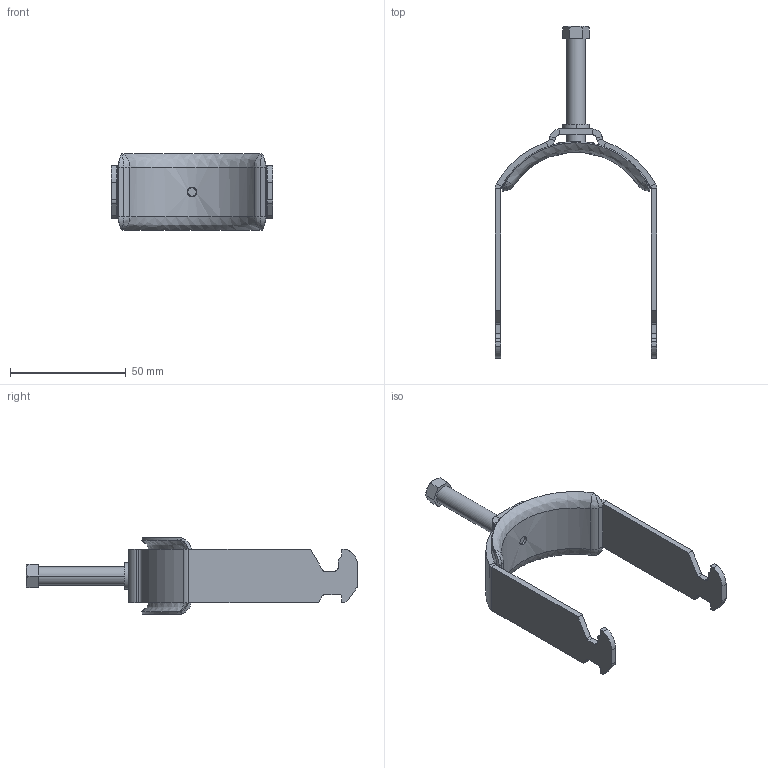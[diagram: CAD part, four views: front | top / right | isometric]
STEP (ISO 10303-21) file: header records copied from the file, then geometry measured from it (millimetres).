
FILE_DESCRIPTION(/* description */ (''),/* implementation_level */ '2;1');
FILE_NAME(/* name */ '1156101',/* time_stamp */ '2015-11-19T09:00:02+01:00',/* author */ (''),/* organization */ (''),/* preprocessor_version */ 'ST-DEVELOPER v15',/* originating_system */ '',/* authorisation */ '');
FILE_SCHEMA (('CONFIG_CONTROL_DESIGN'));
Length unit declared in the file: millimetre
Products named in the file (2): Document; Block 01
Assembly tree (1 placements, depth 2):
  Document
    Block 01
Bounding box: 70 x 143.5 x 33.13 mm (x, y, z)
Volume: 19476.8 mm3; surface area: 18954.4 mm2
Topology: 3 solids, 3 shells, 277 faces, 672 edges, 418 vertices
Faces by surface type: bspline 148, plane 129
Entity records: 13679 total; most frequent: CARTESIAN_POINT 9197, ORIENTED_EDGE 1344, EDGE_CURVE 672, B_SPLINE_CURVE_WITH_KNOTS 524, VERTEX_POINT 418, EDGE_LOOP 298, ADVANCED_FACE 277, FACE_OUTER_BOUND 277
